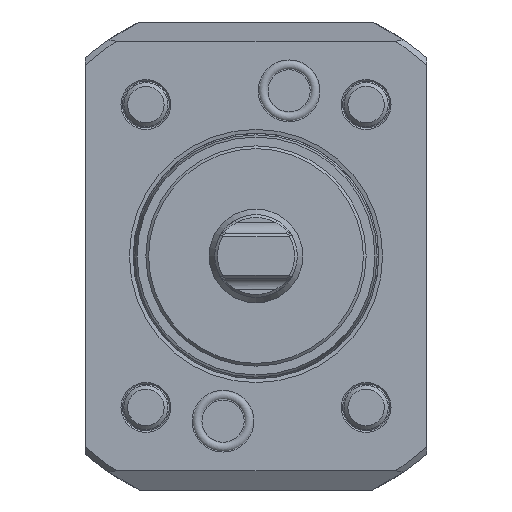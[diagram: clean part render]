
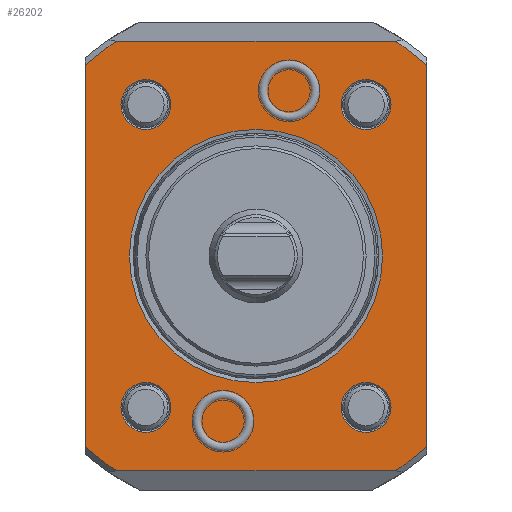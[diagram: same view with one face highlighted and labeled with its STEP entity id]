
A CAD part, front view. The second image highlights one B-rep face of the part: STEP entity #26202.
In plain terms, the highlighted planar face has unit normal (0, -1, 0).
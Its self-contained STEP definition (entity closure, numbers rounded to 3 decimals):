
#120 = VERTEX_POINT ( 'NONE', #5459 ) ;
#267 = CARTESIAN_POINT ( 'NONE',  ( 20., 0., -22.975 ) ) ;
#878 = VERTEX_POINT ( 'NONE', #24431 ) ;
#1215 = ORIENTED_EDGE ( 'NONE', *, *, #19225, .T. ) ;
#1380 = DIRECTION ( 'NONE',  ( 0., 0., 1. ) ) ;
#1595 = AXIS2_PLACEMENT_3D ( 'NONE', #14170, #24979, #1380 ) ;
#1873 = CARTESIAN_POINT ( 'NONE',  ( 97.368, 0., 39. ) ) ;
#1936 = CARTESIAN_POINT ( 'NONE',  ( 31., 0., -34.659 ) ) ;
#2046 = AXIS2_PLACEMENT_3D ( 'NONE', #8103, #20772, #3672 ) ;
#2168 = DIRECTION ( 'NONE',  ( 0., 0., 1. ) ) ;
#2319 = LINE ( 'NONE', #10565, #24291 ) ;
#2425 = VERTEX_POINT ( 'NONE', #27023 ) ;
#2663 = CARTESIAN_POINT ( 'NONE',  ( 97.368, 0., -39. ) ) ;
#2743 = CARTESIAN_POINT ( 'NONE',  ( 20., 0., 32.025 ) ) ;
#2815 = CIRCLE ( 'NONE', #1595, 4.525 ) ;
#2884 = AXIS2_PLACEMENT_3D ( 'NONE', #18211, #11878, #24657 ) ;
#2994 = FACE_BOUND ( 'NONE', #23896, .T. ) ;
#3562 = VERTEX_POINT ( 'NONE', #2743 ) ;
#3672 = DIRECTION ( 'NONE',  ( 0., 0., 1. ) ) ;
#4191 = EDGE_CURVE ( 'NONE', #6848, #6848, #7164, .T. ) ;
#4252 = ORIENTED_EDGE ( 'NONE', *, *, #17861, .T. ) ;
#4427 = ORIENTED_EDGE ( 'NONE', *, *, #25680, .T. ) ;
#4690 = LINE ( 'NONE', #21159, #8306 ) ;
#4904 = EDGE_CURVE ( 'NONE', #2425, #8946, #16792, .T. ) ;
#4935 = DIRECTION ( 'NONE',  ( 0., 0., -1. ) ) ;
#5354 = VERTEX_POINT ( 'NONE', #8377 ) ;
#5459 = CARTESIAN_POINT ( 'NONE',  ( -25.323, 0., -39. ) ) ;
#5476 = DIRECTION ( 'NONE',  ( 0., 0., 1. ) ) ;
#5624 = CARTESIAN_POINT ( 'NONE',  ( -20., 0., -27.5 ) ) ;
#6425 = AXIS2_PLACEMENT_3D ( 'NONE', #20245, #9622, #7668 ) ;
#6656 = EDGE_LOOP ( 'NONE', ( #1215 ) ) ;
#6824 = AXIS2_PLACEMENT_3D ( 'NONE', #17740, #8886, #23816 ) ;
#6848 = VERTEX_POINT ( 'NONE', #267 ) ;
#7164 = CIRCLE ( 'NONE', #10554, 4.525 ) ;
#7668 = DIRECTION ( 'NONE',  ( 0., 0., 1. ) ) ;
#8103 = CARTESIAN_POINT ( 'NONE',  ( 0., 0., 0. ) ) ;
#8306 = VECTOR ( 'NONE', #8578, 1000. ) ;
#8377 = CARTESIAN_POINT ( 'NONE',  ( 31., 0., 34.659 ) ) ;
#8578 = DIRECTION ( 'NONE',  ( 0., 0., -1. ) ) ;
#8627 = ORIENTED_EDGE ( 'NONE', *, *, #4904, .T. ) ;
#8681 = CIRCLE ( 'NONE', #12591, 4.525 ) ;
#8886 = DIRECTION ( 'NONE',  ( 0., -1., 0. ) ) ;
#8946 = VERTEX_POINT ( 'NONE', #17915 ) ;
#8963 = VECTOR ( 'NONE', #17607, 1000. ) ;
#9120 = EDGE_CURVE ( 'NONE', #878, #25658, #4690, .T. ) ;
#9201 = DIRECTION ( 'NONE',  ( 0., 1., 0. ) ) ;
#9212 = EDGE_CURVE ( 'NONE', #120, #27397, #13299, .T. ) ;
#9482 = AXIS2_PLACEMENT_3D ( 'NONE', #23834, #9201, #15337 ) ;
#9622 = DIRECTION ( 'NONE',  ( 0., 1., 0. ) ) ;
#9670 = ORIENTED_EDGE ( 'NONE', *, *, #9706, .T. ) ;
#9701 = DIRECTION ( 'NONE',  ( 0., 0., 1. ) ) ;
#9706 = EDGE_CURVE ( 'NONE', #25170, #25170, #20963, .T. ) ;
#9719 = PLANE ( 'NONE',  #6425 ) ;
#9773 = EDGE_LOOP ( 'NONE', ( #22571 ) ) ;
#10068 = ORIENTED_EDGE ( 'NONE', *, *, #18710, .F. ) ;
#10189 = EDGE_CURVE ( 'NONE', #5354, #26299, #2319, .T. ) ;
#10496 = DIRECTION ( 'NONE',  ( 0., 1., 0. ) ) ;
#10554 = AXIS2_PLACEMENT_3D ( 'NONE', #15949, #16148, #9701 ) ;
#10565 = CARTESIAN_POINT ( 'NONE',  ( 31., 0., 42.5 ) ) ;
#10951 = ORIENTED_EDGE ( 'NONE', *, *, #9212, .T. ) ;
#11165 = CARTESIAN_POINT ( 'NONE',  ( 0., 0., -22.999 ) ) ;
#11202 = DIRECTION ( 'NONE',  ( 0., -1., 0. ) ) ;
#11250 = FACE_BOUND ( 'NONE', #6656, .T. ) ;
#11461 = AXIS2_PLACEMENT_3D ( 'NONE', #13137, #11202, #4935 ) ;
#11878 = DIRECTION ( 'NONE',  ( 0., -1., 0. ) ) ;
#11920 = FACE_OUTER_BOUND ( 'NONE', #23163, .T. ) ;
#12591 = AXIS2_PLACEMENT_3D ( 'NONE', #5624, #10496, #2168 ) ;
#12711 = AXIS2_PLACEMENT_3D ( 'NONE', #22660, #20511, #5476 ) ;
#13137 = CARTESIAN_POINT ( 'NONE',  ( 0., 0., 0. ) ) ;
#13213 = FACE_BOUND ( 'NONE', #26120, .T. ) ;
#13299 = LINE ( 'NONE', #2663, #8963 ) ;
#13456 = CIRCLE ( 'NONE', #11461, 22.999 ) ;
#13806 = EDGE_LOOP ( 'NONE', ( #10068 ) ) ;
#13826 = VERTEX_POINT ( 'NONE', #11165 ) ;
#13989 = ORIENTED_EDGE ( 'NONE', *, *, #4191, .T. ) ;
#14170 = CARTESIAN_POINT ( 'NONE',  ( 20., 0., 27.5 ) ) ;
#14487 = ORIENTED_EDGE ( 'NONE', *, *, #22090, .T. ) ;
#15337 = DIRECTION ( 'NONE',  ( 0., 0., 1. ) ) ;
#15850 = CARTESIAN_POINT ( 'NONE',  ( -20., 0., -22.975 ) ) ;
#15949 = CARTESIAN_POINT ( 'NONE',  ( 20., 0., -27.5 ) ) ;
#15996 = CIRCLE ( 'NONE', #12711, 46.5 ) ;
#16148 = DIRECTION ( 'NONE',  ( 0., 1., 0. ) ) ;
#16792 = LINE ( 'NONE', #1873, #21446 ) ;
#17501 = CARTESIAN_POINT ( 'NONE',  ( -20., 0., 32.025 ) ) ;
#17607 = DIRECTION ( 'NONE',  ( 1., 0., 0. ) ) ;
#17740 = CARTESIAN_POINT ( 'NONE',  ( 0., 0., 0. ) ) ;
#17861 = EDGE_CURVE ( 'NONE', #25658, #120, #19163, .T. ) ;
#17915 = CARTESIAN_POINT ( 'NONE',  ( -25.323, 0., 39. ) ) ;
#18211 = CARTESIAN_POINT ( 'NONE',  ( 0., 0., 0. ) ) ;
#18517 = VERTEX_POINT ( 'NONE', #15850 ) ;
#18710 = EDGE_CURVE ( 'NONE', #13826, #13826, #13456, .T. ) ;
#18884 = ORIENTED_EDGE ( 'NONE', *, *, #22733, .T. ) ;
#18926 = FACE_BOUND ( 'NONE', #9773, .T. ) ;
#19017 = CIRCLE ( 'NONE', #6824, 46.5 ) ;
#19163 = CIRCLE ( 'NONE', #2046, 46.5 ) ;
#19225 = EDGE_CURVE ( 'NONE', #3562, #3562, #2815, .T. ) ;
#19968 = CIRCLE ( 'NONE', #2884, 46.5 ) ;
#20245 = CARTESIAN_POINT ( 'NONE',  ( 97.368, 0., 0. ) ) ;
#20511 = DIRECTION ( 'NONE',  ( 0., -1., 0. ) ) ;
#20549 = ORIENTED_EDGE ( 'NONE', *, *, #9120, .T. ) ;
#20614 = CARTESIAN_POINT ( 'NONE',  ( 25.323, 0., -39. ) ) ;
#20772 = DIRECTION ( 'NONE',  ( 0., -1., 0. ) ) ;
#20963 = CIRCLE ( 'NONE', #9482, 4.525 ) ;
#21159 = CARTESIAN_POINT ( 'NONE',  ( -31., 0., 42.5 ) ) ;
#21446 = VECTOR ( 'NONE', #23165, 1000. ) ;
#22090 = EDGE_CURVE ( 'NONE', #8946, #878, #19017, .T. ) ;
#22285 = FACE_BOUND ( 'NONE', #13806, .T. ) ;
#22571 = ORIENTED_EDGE ( 'NONE', *, *, #25280, .T. ) ;
#22660 = CARTESIAN_POINT ( 'NONE',  ( 0., 0., 0. ) ) ;
#22733 = EDGE_CURVE ( 'NONE', #27397, #26299, #15996, .T. ) ;
#23163 = EDGE_LOOP ( 'NONE', ( #10951, #18884, #26881, #4427, #8627, #14487, #20549, #4252 ) ) ;
#23165 = DIRECTION ( 'NONE',  ( -1., 0., 0. ) ) ;
#23816 = DIRECTION ( 'NONE',  ( 0., 0., 1. ) ) ;
#23834 = CARTESIAN_POINT ( 'NONE',  ( -20., 0., 27.5 ) ) ;
#23896 = EDGE_LOOP ( 'NONE', ( #13989 ) ) ;
#24291 = VECTOR ( 'NONE', #25126, 1000. ) ;
#24431 = CARTESIAN_POINT ( 'NONE',  ( -31., 0., 34.659 ) ) ;
#24657 = DIRECTION ( 'NONE',  ( 0., 0., 1. ) ) ;
#24979 = DIRECTION ( 'NONE',  ( 0., 1., 0. ) ) ;
#25126 = DIRECTION ( 'NONE',  ( 0., 0., -1. ) ) ;
#25170 = VERTEX_POINT ( 'NONE', #17501 ) ;
#25280 = EDGE_CURVE ( 'NONE', #18517, #18517, #8681, .T. ) ;
#25658 = VERTEX_POINT ( 'NONE', #26510 ) ;
#25680 = EDGE_CURVE ( 'NONE', #5354, #2425, #19968, .T. ) ;
#26120 = EDGE_LOOP ( 'NONE', ( #9670 ) ) ;
#26202 = ADVANCED_FACE ( 'NONE', ( #18926, #22285, #13213, #11920, #11250, #2994 ), #9719, .F. ) ;
#26299 = VERTEX_POINT ( 'NONE', #1936 ) ;
#26510 = CARTESIAN_POINT ( 'NONE',  ( -31., 0., -34.659 ) ) ;
#26881 = ORIENTED_EDGE ( 'NONE', *, *, #10189, .F. ) ;
#27023 = CARTESIAN_POINT ( 'NONE',  ( 25.323, 0., 39. ) ) ;
#27397 = VERTEX_POINT ( 'NONE', #20614 ) ;
